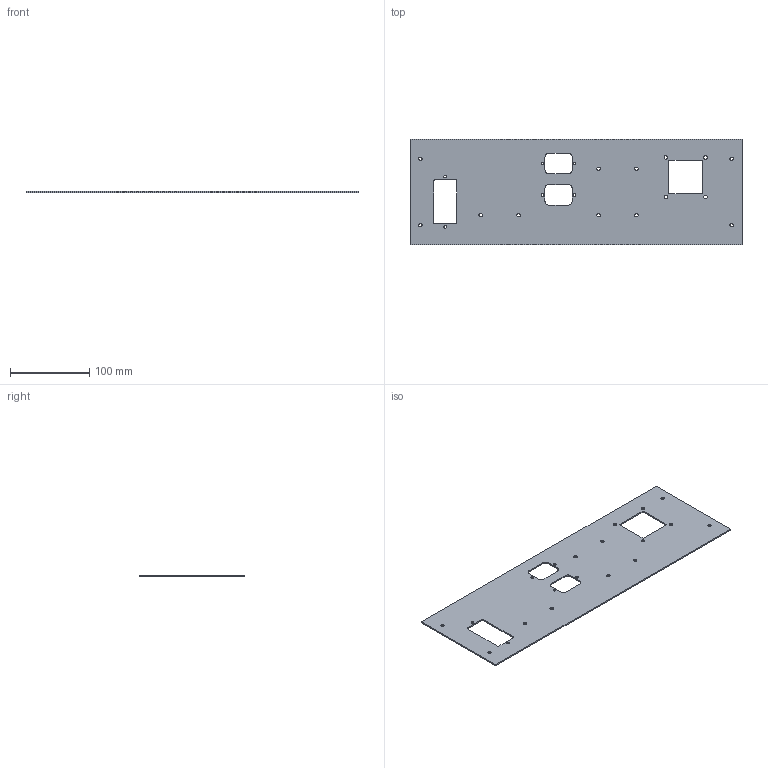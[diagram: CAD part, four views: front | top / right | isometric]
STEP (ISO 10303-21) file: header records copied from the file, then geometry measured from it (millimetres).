
FILE_DESCRIPTION(/* description */ (''),/* implementation_level */ '2;1');
FILE_NAME(/* name */ 'PCB_back.stp',/* time_stamp */ '2018-03-13T17:00:43-07:00',/* author */ ('Zara'),/* organization */ (''),/* preprocessor_version */ 'ST-DEVELOPER v16.5',/* originating_system */ 'Autodesk Inventor 2017',/* authorisation */ '');
FILE_SCHEMA (('AUTOMOTIVE_DESIGN { 1 0 10303 214 3 1 1 }'));
Length unit declared in the file: inch
Products named in the file (1): PDU_chassis_back
Bounding box: 418.85 x 132.59 x 1.65 mm (x, y, z)
Volume: 82797.6 mm3; surface area: 103473.2 mm2
Topology: 1 solids, 1 shells, 54 faces, 203 edges, 178 vertices
Faces by surface type: cylinder 32, plane 22
Full cylindrical faces by diameter (mm): 3.454 x6, 4.293 x4, 4.496 x10
Entity records: 2069 total; most frequent: CARTESIAN_POINT 376, DIRECTION 341, ORIENTED_EDGE 272, EDGE_CURVE 136, AXIS2_PLACEMENT_3D 123, EDGE_LOOP 122, VERTEX_POINT 104, LINE 95
